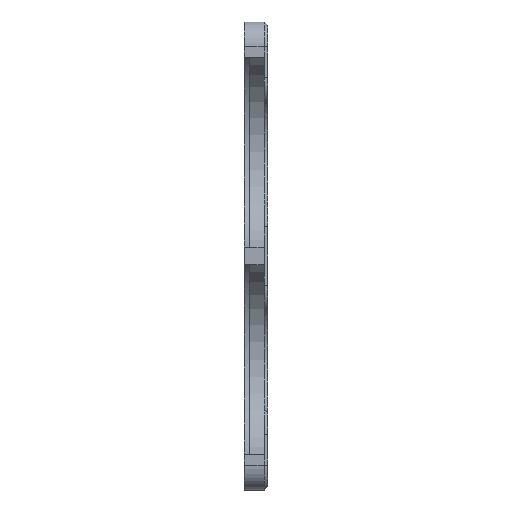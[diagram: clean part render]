
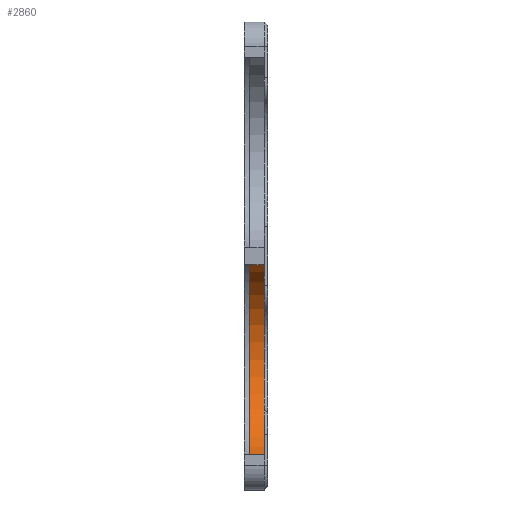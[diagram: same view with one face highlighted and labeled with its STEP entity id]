
A CAD part, left-side view. The second image highlights one B-rep face of the part: STEP entity #2860.
In plain terms, the highlighted cylindrical face has radius 12.23 mm (diameter 24.46 mm), a partial arc.
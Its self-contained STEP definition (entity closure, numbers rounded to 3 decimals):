
#71=CYLINDRICAL_SURFACE('',#3166,12.23);
#310=FACE_OUTER_BOUND('',#476,.T.);
#476=EDGE_LOOP('',(#2627,#2628,#2629,#2630));
#616=CIRCLE('',#3165,12.23);
#617=CIRCLE('',#3167,12.23);
#874=LINE('',#4858,#1142);
#885=LINE('',#4885,#1153);
#1142=VECTOR('',#3960,10.);
#1153=VECTOR('',#3991,10.);
#1409=VERTEX_POINT('',#4855);
#1410=VERTEX_POINT('',#4857);
#1415=VERTEX_POINT('',#4882);
#1416=VERTEX_POINT('',#4884);
#1813=EDGE_CURVE('',#1410,#1409,#874,.F.);
#1826=EDGE_CURVE('',#1416,#1415,#885,.F.);
#1832=EDGE_CURVE('',#1410,#1415,#616,.F.);
#1833=EDGE_CURVE('',#1416,#1409,#617,.F.);
#2627=ORIENTED_EDGE('',*,*,#1826,.T.);
#2628=ORIENTED_EDGE('',*,*,#1832,.F.);
#2629=ORIENTED_EDGE('',*,*,#1813,.T.);
#2630=ORIENTED_EDGE('',*,*,#1833,.F.);
#2860=ADVANCED_FACE('',(#310),#71,.F.);
#3165=AXIS2_PLACEMENT_3D('',#4896,#4011,#4012);
#3166=AXIS2_PLACEMENT_3D('',#4897,#4013,#4014);
#3167=AXIS2_PLACEMENT_3D('',#4898,#4015,#4016);
#3960=DIRECTION('',(0.,-1.,0.));
#3991=DIRECTION('',(0.,1.,0.));
#4011=DIRECTION('center_axis',(0.,-1.,0.));
#4012=DIRECTION('ref_axis',(1.,0.,0.));
#4013=DIRECTION('center_axis',(0.,1.,0.));
#4014=DIRECTION('ref_axis',(1.,0.,0.));
#4015=DIRECTION('center_axis',(0.,1.,0.));
#4016=DIRECTION('ref_axis',(1.,0.,0.));
#4855=CARTESIAN_POINT('',(8.33,1.2,-29.713));
#4857=CARTESIAN_POINT('',(8.33,-0.6,-29.713));
#4858=CARTESIAN_POINT('',(8.33,0.,-29.713));
#4882=CARTESIAN_POINT('',(8.33,-0.6,-52.686));
#4884=CARTESIAN_POINT('',(8.33,1.2,-52.686));
#4885=CARTESIAN_POINT('',(8.33,0.,-52.686));
#4896=CARTESIAN_POINT('Origin',(12.53,-0.6,-41.199));
#4897=CARTESIAN_POINT('Origin',(12.53,0.,-41.199));
#4898=CARTESIAN_POINT('Origin',(12.53,1.2,-41.199));
